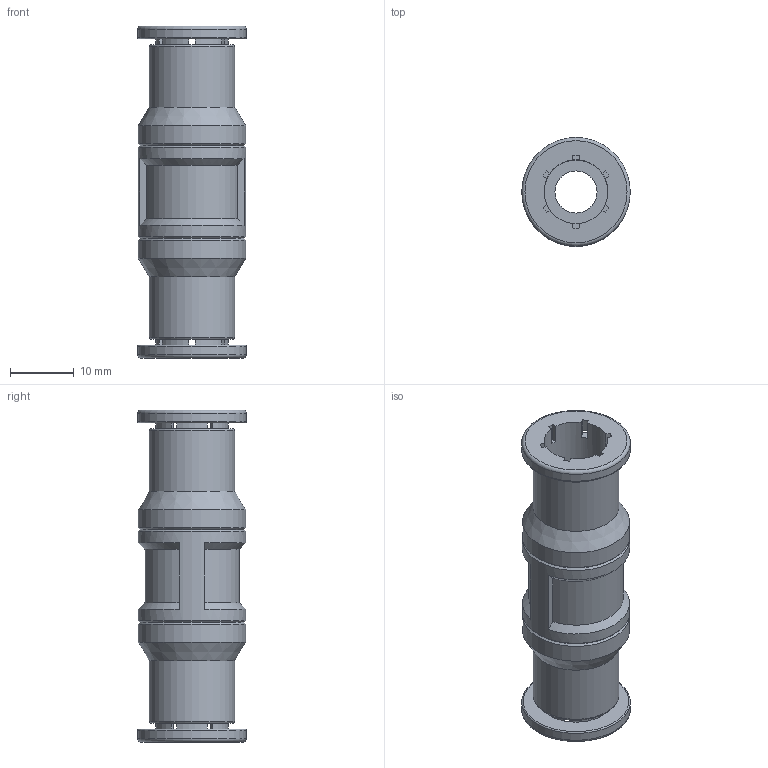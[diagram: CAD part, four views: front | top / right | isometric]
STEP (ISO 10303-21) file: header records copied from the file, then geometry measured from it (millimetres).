
FILE_DESCRIPTION(/* description */ ('STEP AP214'),/* implementation_level */ '2;1');
FILE_NAME(/* name */ '130648_CRQS-10',/* time_stamp */ '2024-08-08T20:13:09+02:00',/* author */ ('License CC BY-ND 4.0'),/* organization */ ('CADENAS'),/* preprocessor_version */ 'ST-DEVELOPER v19.3',/* originating_system */ 'PARTsolutions',/* authorisation */ ' ');
FILE_SCHEMA (('AUTOMOTIVE_DESIGN {1 0 10303 214 3 1 1}'));
Length unit declared in the file: millimetre
Products named in the file (1): 130648 CRQS-10
Bounding box: 17 x 17 x 52 mm (x, y, z)
Volume: 5055.6 mm3; surface area: 4880.5 mm2
Topology: 1 solids, 1 shells, 88 faces, 266 edges, 164 vertices
Faces by surface type: cylinder 36, plane 36, cone 10, torus 6
Full cylindrical faces by diameter (mm): 6.6 x1, 10 x2, 13.44 x2, 16.8 x3, 17 x2
Entity records: 2938 total; most frequent: DIRECTION 518, CARTESIAN_POINT 517, ORIENTED_EDGE 484, EDGE_CURVE 242, AXIS2_PLACEMENT_3D 195, VERTEX_POINT 162, LINE 128, VECTOR 128
